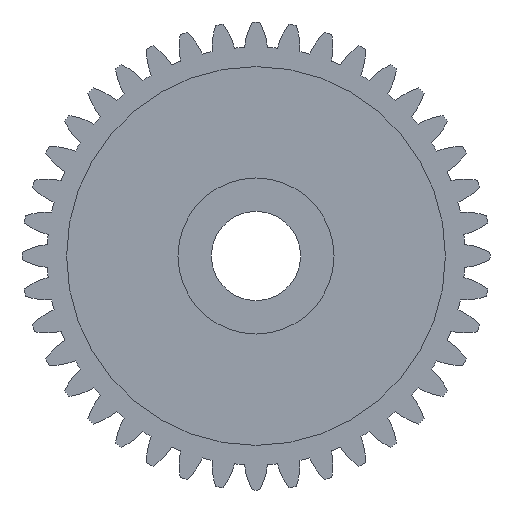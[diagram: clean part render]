
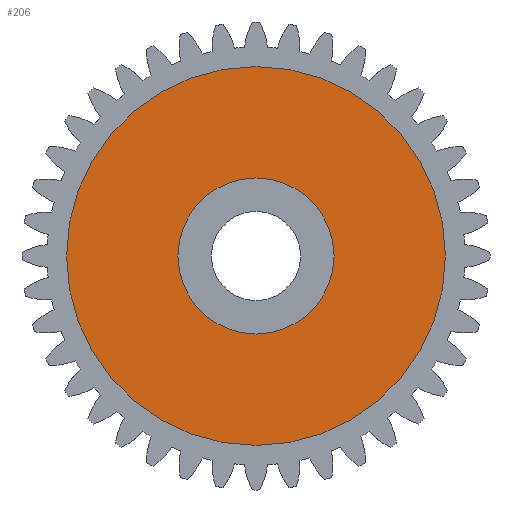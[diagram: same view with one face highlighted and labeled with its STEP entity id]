
A CAD part, left-side view. The second image highlights one B-rep face of the part: STEP entity #206.
In plain terms, the highlighted planar face has unit normal (-1, 0, 0).
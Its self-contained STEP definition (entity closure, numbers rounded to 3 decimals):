
#206 = ADVANCED_FACE( '', ( #515, #516 ), #517, .T. );
#515 = FACE_BOUND( '', #868, .T. );
#516 = FACE_OUTER_BOUND( '', #869, .T. );
#517 = PLANE( '', #870 );
#868 = EDGE_LOOP( '', ( #2176 ) );
#869 = EDGE_LOOP( '', ( #2177 ) );
#870 = AXIS2_PLACEMENT_3D( '', #2178, #2179, #2180 );
#2176 = ORIENTED_EDGE( '', *, *, #2780, .T. );
#2177 = ORIENTED_EDGE( '', *, *, #2933, .F. );
#2178 = CARTESIAN_POINT( '', ( 1.5, 17., 0. ) );
#2179 = DIRECTION( '', ( -1., 0., 0. ) );
#2180 = DIRECTION( '', ( 0., 0., 1. ) );
#2780 = EDGE_CURVE( '', #3596, #3596, #3597, .T. );
#2933 = EDGE_CURVE( '', #3750, #3750, #3751, .T. );
#3596 = VERTEX_POINT( '', #4424 );
#3597 = CIRCLE( '', #4425, 7. );
#3750 = VERTEX_POINT( '', #4730 );
#3751 = CIRCLE( '', #4731, 17. );
#4424 = CARTESIAN_POINT( '', ( 1.5, 0., -7. ) );
#4425 = AXIS2_PLACEMENT_3D( '', #5722, #5723, #5724 );
#4730 = CARTESIAN_POINT( '', ( 1.5, 0., -17. ) );
#4731 = AXIS2_PLACEMENT_3D( '', #5877, #5878, #5879 );
#5722 = CARTESIAN_POINT( '', ( 1.5, 0., 0. ) );
#5723 = DIRECTION( '', ( 1., 0., 0. ) );
#5724 = DIRECTION( '', ( 0., 0., -1. ) );
#5877 = CARTESIAN_POINT( '', ( 1.5, 0., 0. ) );
#5878 = DIRECTION( '', ( 1., 0., 0. ) );
#5879 = DIRECTION( '', ( 0., 0., -1. ) );
